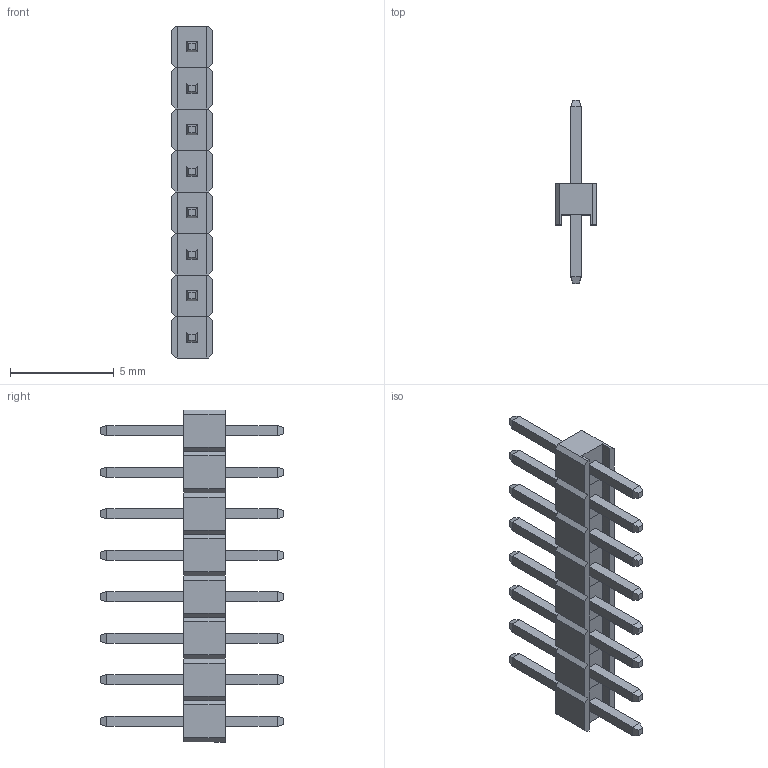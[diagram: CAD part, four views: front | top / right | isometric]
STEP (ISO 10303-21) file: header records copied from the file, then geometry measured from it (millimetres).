
FILE_DESCRIPTION (( 'STEP AP214' ), '1' );
FILE_NAME ('User Library-pls2-8_asm.STEP', '2017-08-16T13:49:43', ( 'Windows User' ), ( '' ), 'SwSTEP 2.0', 'SolidWorks 2017', '' );
FILE_SCHEMA (( 'AUTOMOTIVE_DESIGN' ));
Length unit declared in the file: millimetre
Products named in the file (9): User Library-pls2-8_asm_PLS2-1_7; User Library-pls2-8_asm_PLS2-1_6; User Library-pls2-8_asm_PLS2-1_5; User Library-pls2-8_asm_PLS2-1_4; User Library-pls2-8_asm_PLS2-1_3; User Library-pls2-8_asm_PLS2-1_2; User Library-pls2-8_asm_PLS2-1_1; User Library-pls2-8_asm_PLS2-1; User Library-pls2-8_asm
Assembly tree (8 placements, depth 2):
  User Library-pls2-8_asm
    User Library-pls2-8_asm_PLS2-1
    User Library-pls2-8_asm_PLS2-1_1
    User Library-pls2-8_asm_PLS2-1_2
    User Library-pls2-8_asm_PLS2-1_3
    User Library-pls2-8_asm_PLS2-1_4
    User Library-pls2-8_asm_PLS2-1_5
    User Library-pls2-8_asm_PLS2-1_6
    User Library-pls2-8_asm_PLS2-1_7
Bounding box: 2 x 8.8 x 16 mm (x, y, z)
Volume: 65.7 mm3; surface area: 300.8 mm2
Topology: 8 solids, 8 shells, 256 faces, 608 edges, 384 vertices
Faces by surface type: plane 256
Entity records: 8746 total; most frequent: CARTESIAN_POINT 1259, ORIENTED_EDGE 1216, DIRECTION 1142, VECTOR 608, EDGE_CURVE 608, LINE 608, VERTEX_POINT 384, EDGE_LOOP 272
